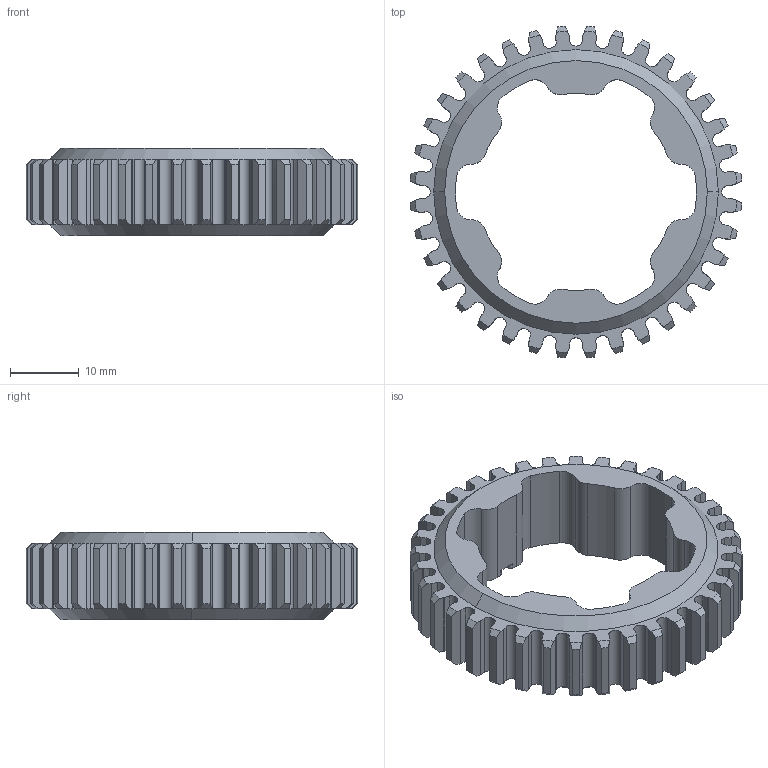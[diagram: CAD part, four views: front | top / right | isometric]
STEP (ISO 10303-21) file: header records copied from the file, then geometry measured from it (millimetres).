
FILE_DESCRIPTION (( 'STEP AP203' ), '1' );
FILE_NAME ('REV-21-3012.STEP', '2022-04-11T19:47:16', ( '' ), ( '' ), 'SwSTEP 2.0', 'SolidWorks 2022', '' );
FILE_SCHEMA (( 'CONFIG_CONTROL_DESIGN' ));
Length unit declared in the file: inch
Products named in the file (1): REV-21-3012
Bounding box: 48.06 x 48.06 x 12.7 mm (x, y, z)
Volume: 9109.2 mm3; surface area: 6020.1 mm2
Topology: 1 solids, 1 shells, 427 faces, 1272 edges, 848 vertices
Faces by surface type: bspline 144, cylinder 128, plane 79, cone 76
Entity records: 17186 total; most frequent: CARTESIAN_POINT 6587, ORIENTED_EDGE 2544, DIRECTION 1745, EDGE_CURVE 1272, VERTEX_POINT 848, AXIS2_PLACEMENT_3D 624, VECTOR 497, LINE 497
